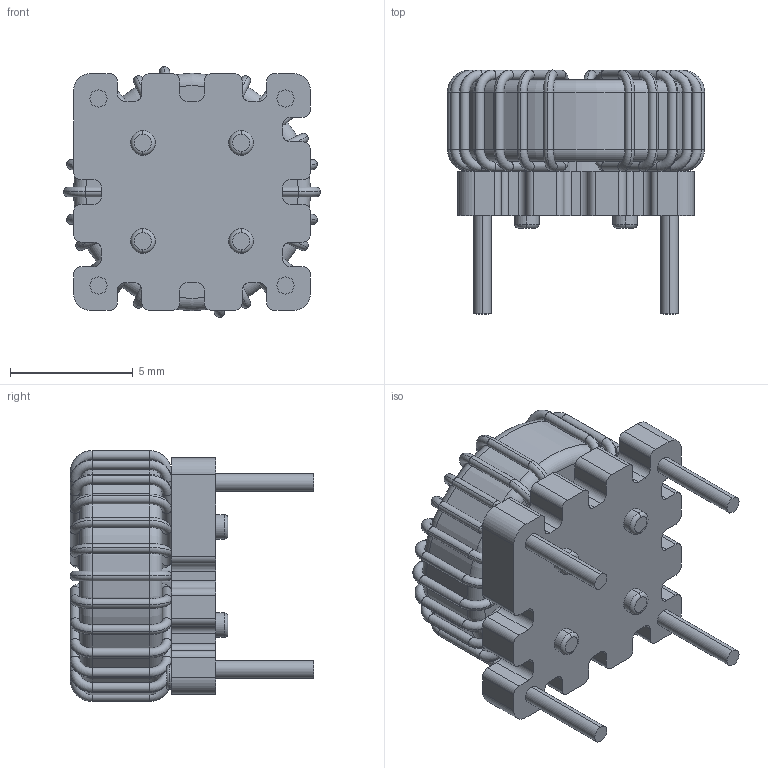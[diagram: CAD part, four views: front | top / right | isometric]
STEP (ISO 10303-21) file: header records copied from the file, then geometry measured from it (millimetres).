
FILE_DESCRIPTION (( 'STEP AP214' ), '1' );
FILE_NAME ('TCK-050.STEP', '2023-10-18T01:44:21', ( '' ), ( '' ), 'SwSTEP 2.0', 'SolidWorks 2017', '' );
FILE_SCHEMA (( 'AUTOMOTIVE_DESIGN' ));
Length unit declared in the file: millimetre
Products named in the file (1): TCK-050
Bounding box: 10.48 x 9.93 x 10.23 mm (x, y, z)
Volume: 391.6 mm3; surface area: 936.7 mm2
Topology: 26 solids, 26 shells, 538 faces, 1168 edges, 644 vertices
Faces by surface type: cylinder 264, torus 212, plane 62
Entity records: 20837 total; most frequent: DIRECTION 3006, CARTESIAN_POINT 2351, ORIENTED_EDGE 2336, AXIS2_PLACEMENT_3D 1299, EDGE_CURVE 1168, CIRCLE 760, VERTEX_POINT 644, UNCERTAINTY_MEASURE_WITH_UNIT 566
